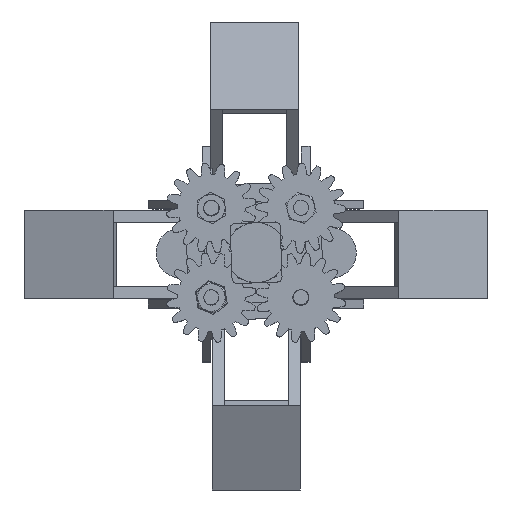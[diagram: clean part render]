
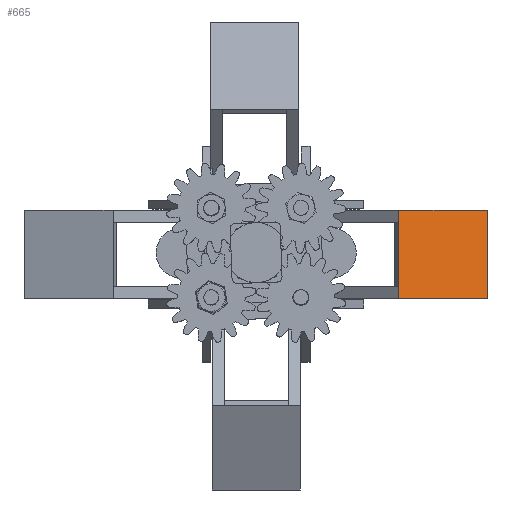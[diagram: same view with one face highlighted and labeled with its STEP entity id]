
A CAD part, top view. The second image highlights one B-rep face of the part: STEP entity #665.
In plain terms, the highlighted free-form (B-spline) face has degree [1, 1] with [2, 2] control points.
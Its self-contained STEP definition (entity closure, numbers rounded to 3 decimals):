
#665 = ADVANCED_FACE('',(#666),#710,.T.);
#666 = FACE_BOUND('',#667,.T.);
#667 = EDGE_LOOP('',(#668,#677,#684,#691,#698,#705));
#668 = ORIENTED_EDGE('',*,*,#669,.T.);
#669 = EDGE_CURVE('',#670,#672,#674,.T.);
#670 = VERTEX_POINT('',#671);
#671 = CARTESIAN_POINT('',(-45.52,90.829,
    -7.044));
#672 = VERTEX_POINT('',#673);
#673 = CARTESIAN_POINT('',(-60.16,90.829,
    -2.036));
#674 = B_SPLINE_CURVE_WITH_KNOTS('',1,(#675,#676),.UNSPECIFIED.,.F.,.F.,
  (2,2),(-10.1,8.6),.PIECEWISE_BEZIER_KNOTS.);
#675 = CARTESIAN_POINT('',(-45.52,90.829,
    -7.044));
#676 = CARTESIAN_POINT('',(-60.16,90.829,
    -2.036));
#677 = ORIENTED_EDGE('',*,*,#678,.T.);
#678 = EDGE_CURVE('',#672,#679,#681,.T.);
#679 = VERTEX_POINT('',#680);
#680 = CARTESIAN_POINT('',(-60.16,88.843,
    -2.036));
#681 = B_SPLINE_CURVE_WITH_KNOTS('',1,(#682,#683),.UNSPECIFIED.,.F.,.F.,
  (2,2),(-8.8,-6.4),.PIECEWISE_BEZIER_KNOTS.);
#682 = CARTESIAN_POINT('',(-60.16,90.829,
    -2.036));
#683 = CARTESIAN_POINT('',(-60.16,88.843,
    -2.036));
#684 = ORIENTED_EDGE('',*,*,#685,.F.);
#685 = EDGE_CURVE('',#686,#679,#688,.T.);
#686 = VERTEX_POINT('',#687);
#687 = CARTESIAN_POINT('',(-60.16,78.251,
    -2.036));
#688 = B_SPLINE_CURVE_WITH_KNOTS('',1,(#689,#690),.UNSPECIFIED.,.F.,.F.,
  (2,2),(-6.4,6.4),.PIECEWISE_BEZIER_KNOTS.);
#689 = CARTESIAN_POINT('',(-60.16,78.251,
    -2.036));
#690 = CARTESIAN_POINT('',(-60.16,88.843,
    -2.036));
#691 = ORIENTED_EDGE('',*,*,#692,.T.);
#692 = EDGE_CURVE('',#686,#693,#695,.T.);
#693 = VERTEX_POINT('',#694);
#694 = CARTESIAN_POINT('',(-60.16,76.265,
    -2.036));
#695 = B_SPLINE_CURVE_WITH_KNOTS('',1,(#696,#697),.UNSPECIFIED.,.F.,.F.,
  (2,2),(6.4,8.8),.PIECEWISE_BEZIER_KNOTS.);
#696 = CARTESIAN_POINT('',(-60.16,78.251,
    -2.036));
#697 = CARTESIAN_POINT('',(-60.16,76.265,
    -2.036));
#698 = ORIENTED_EDGE('',*,*,#699,.F.);
#699 = EDGE_CURVE('',#700,#693,#702,.T.);
#700 = VERTEX_POINT('',#701);
#701 = CARTESIAN_POINT('',(-45.52,76.265,
    -7.044));
#702 = B_SPLINE_CURVE_WITH_KNOTS('',1,(#703,#704),.UNSPECIFIED.,.F.,.F.,
  (2,2),(-31.9,-13.2),.PIECEWISE_BEZIER_KNOTS.);
#703 = CARTESIAN_POINT('',(-45.52,76.265,
    -7.044));
#704 = CARTESIAN_POINT('',(-60.16,76.265,
    -2.036));
#705 = ORIENTED_EDGE('',*,*,#706,.T.);
#706 = EDGE_CURVE('',#700,#670,#707,.T.);
#707 = B_SPLINE_CURVE_WITH_KNOTS('',1,(#708,#709),.UNSPECIFIED.,.F.,.F.,
  (2,2),(-8.8,8.8),.PIECEWISE_BEZIER_KNOTS.);
#708 = CARTESIAN_POINT('',(-45.52,76.265,
    -7.044));
#709 = CARTESIAN_POINT('',(-45.52,90.829,
    -7.044));
#710 = B_SPLINE_SURFACE_WITH_KNOTS('',1,1,(
    (#711,#712)
    ,(#713,#714
    )),.UNSPECIFIED.,.F.,.F.,.F.,(2,2),(2,2),(23.,41.7),(-8.8,8.8),
  .PIECEWISE_BEZIER_KNOTS.);
#711 = CARTESIAN_POINT('',(-60.16,76.265,
    -2.036));
#712 = CARTESIAN_POINT('',(-60.16,90.829,
    -2.036));
#713 = CARTESIAN_POINT('',(-45.52,76.265,
    -7.044));
#714 = CARTESIAN_POINT('',(-45.52,90.829,
    -7.044));
